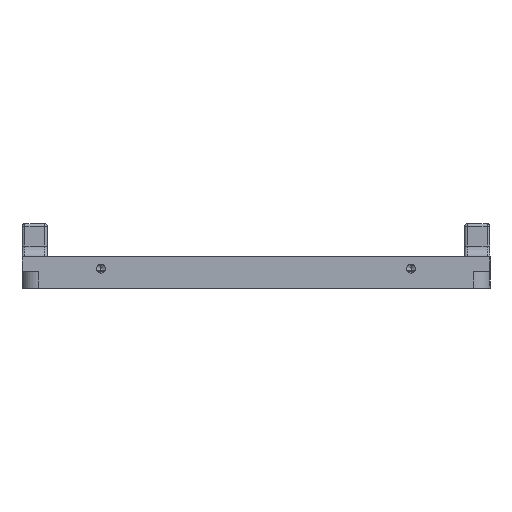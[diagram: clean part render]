
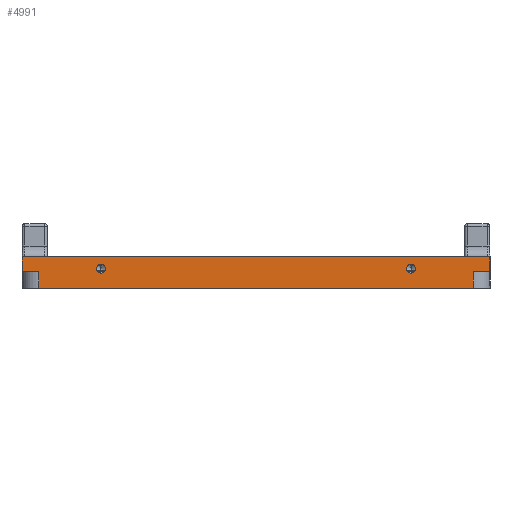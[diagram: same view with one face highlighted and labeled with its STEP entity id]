
A CAD part, front view. The second image highlights one B-rep face of the part: STEP entity #4991.
In plain terms, the highlighted planar face has unit normal (0, -1, 0).
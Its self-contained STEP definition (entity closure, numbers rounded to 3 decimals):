
#439 = DIRECTION ( 'NONE',  ( 0., 0., -1. ) ) ;
#568 = CIRCLE ( 'NONE', #10081, 0.8 ) ;
#681 = ORIENTED_EDGE ( 'NONE', *, *, #14019, .T. ) ;
#709 = FACE_OUTER_BOUND ( 'NONE', #5121, .T. ) ;
#774 = ORIENTED_EDGE ( 'NONE', *, *, #16344, .T. ) ;
#1343 = CARTESIAN_POINT ( 'NONE',  ( 27.5, -107., 0.5 ) ) ;
#1485 = EDGE_CURVE ( 'NONE', #35427, #16287, #20637, .T. ) ;
#1716 = EDGE_CURVE ( 'NONE', #27298, #23290, #4592, .T. ) ;
#1771 = CARTESIAN_POINT ( 'NONE',  ( -38.5, -107., 0. ) ) ;
#2110 = VECTOR ( 'NONE', #4760, 1000. ) ;
#2138 = AXIS2_PLACEMENT_3D ( 'NONE', #5097, #10844, #31620 ) ;
#2264 = LINE ( 'NONE', #26867, #5328 ) ;
#2329 = VERTEX_POINT ( 'NONE', #23068 ) ;
#2596 = LINE ( 'NONE', #32047, #28446 ) ;
#2810 = CARTESIAN_POINT ( 'NONE',  ( 27.5, -107., 1.3 ) ) ;
#2932 = AXIS2_PLACEMENT_3D ( 'NONE', #28173, #36716, #25655 ) ;
#3044 = VECTOR ( 'NONE', #33193, 1000. ) ;
#3245 = DIRECTION ( 'NONE',  ( 0., -1., 0. ) ) ;
#3303 = DIRECTION ( 'NONE',  ( 0., 0., 1. ) ) ;
#3390 = EDGE_CURVE ( 'NONE', #23290, #2329, #23962, .T. ) ;
#3717 = EDGE_CURVE ( 'NONE', #8272, #35427, #2596, .T. ) ;
#4387 = CARTESIAN_POINT ( 'NONE',  ( 27.5, -107., 0.5 ) ) ;
#4477 = CARTESIAN_POINT ( 'NONE',  ( 0., -107., 2.6 ) ) ;
#4592 = LINE ( 'NONE', #21504, #33980 ) ;
#4760 = DIRECTION ( 'NONE',  ( -1., 0., 0. ) ) ;
#4991 = ADVANCED_FACE ( 'NONE', ( #10932, #30110, #709 ), #30887, .T. ) ;
#5097 = CARTESIAN_POINT ( 'NONE',  ( 0., -107., 2.6 ) ) ;
#5121 = EDGE_LOOP ( 'NONE', ( #7297, #23994, #774, #34209, #28800, #30104, #20157, #681 ) ) ;
#5328 = VECTOR ( 'NONE', #23844, 1000. ) ;
#5391 = CIRCLE ( 'NONE', #2932, 0.8 ) ;
#5988 = CARTESIAN_POINT ( 'NONE',  ( -41.5, -107., 0. ) ) ;
#6144 = CARTESIAN_POINT ( 'NONE',  ( 41.5, -107., 2.6 ) ) ;
#6973 = VERTEX_POINT ( 'NONE', #21257 ) ;
#7030 = EDGE_CURVE ( 'NONE', #30139, #29043, #12161, .T. ) ;
#7293 = CARTESIAN_POINT ( 'NONE',  ( -38.5, -107., -3. ) ) ;
#7297 = ORIENTED_EDGE ( 'NONE', *, *, #3390, .F. ) ;
#7451 = VERTEX_POINT ( 'NONE', #20704 ) ;
#7632 = CARTESIAN_POINT ( 'NONE',  ( 0., -107., 0. ) ) ;
#7874 = CARTESIAN_POINT ( 'NONE',  ( -27.5, -107., 1.3 ) ) ;
#7876 = EDGE_CURVE ( 'NONE', #21739, #6973, #5391, .T. ) ;
#7883 = AXIS2_PLACEMENT_3D ( 'NONE', #1343, #15763, #18610 ) ;
#8272 = VERTEX_POINT ( 'NONE', #15430 ) ;
#9016 = CARTESIAN_POINT ( 'NONE',  ( -41.5, -107., 2.6 ) ) ;
#9938 = LINE ( 'NONE', #9016, #11320 ) ;
#10081 = AXIS2_PLACEMENT_3D ( 'NONE', #26046, #3245, #23170 ) ;
#10844 = DIRECTION ( 'NONE',  ( 0., -1., 0. ) ) ;
#10932 = FACE_BOUND ( 'NONE', #22760, .T. ) ;
#11320 = VECTOR ( 'NONE', #439, 1000. ) ;
#12161 = CIRCLE ( 'NONE', #7883, 0.8 ) ;
#14019 = EDGE_CURVE ( 'NONE', #8272, #2329, #2264, .T. ) ;
#15428 = EDGE_CURVE ( 'NONE', #7451, #32923, #9938, .T. ) ;
#15430 = CARTESIAN_POINT ( 'NONE',  ( 38.5, -107., -3. ) ) ;
#15763 = DIRECTION ( 'NONE',  ( 0., -1., 0. ) ) ;
#16102 = CARTESIAN_POINT ( 'NONE',  ( 41.5, -107., 0. ) ) ;
#16287 = VERTEX_POINT ( 'NONE', #1771 ) ;
#16344 = EDGE_CURVE ( 'NONE', #27298, #7451, #29346, .T. ) ;
#18610 = DIRECTION ( 'NONE',  ( 0., 0., -1. ) ) ;
#18922 = DIRECTION ( 'NONE',  ( 0., 0., -1. ) ) ;
#18924 = CIRCLE ( 'NONE', #25277, 0.8 ) ;
#20157 = ORIENTED_EDGE ( 'NONE', *, *, #3717, .F. ) ;
#20637 = LINE ( 'NONE', #34547, #23310 ) ;
#20704 = CARTESIAN_POINT ( 'NONE',  ( -41.5, -107., 2.6 ) ) ;
#21257 = CARTESIAN_POINT ( 'NONE',  ( -27.5, -107., -0.3 ) ) ;
#21504 = CARTESIAN_POINT ( 'NONE',  ( 41.5, -107., 2.6 ) ) ;
#21739 = VERTEX_POINT ( 'NONE', #7874 ) ;
#21818 = DIRECTION ( 'NONE',  ( 0., -1., 0. ) ) ;
#22760 = EDGE_LOOP ( 'NONE', ( #28735, #32208 ) ) ;
#23068 = CARTESIAN_POINT ( 'NONE',  ( 38.5, -107., 0. ) ) ;
#23170 = DIRECTION ( 'NONE',  ( 0., 0., -1. ) ) ;
#23290 = VERTEX_POINT ( 'NONE', #16102 ) ;
#23310 = VECTOR ( 'NONE', #3303, 1000. ) ;
#23521 = ORIENTED_EDGE ( 'NONE', *, *, #7030, .F. ) ;
#23844 = DIRECTION ( 'NONE',  ( 0., 0., 1. ) ) ;
#23962 = LINE ( 'NONE', #30590, #3044 ) ;
#23994 = ORIENTED_EDGE ( 'NONE', *, *, #1716, .F. ) ;
#24388 = DIRECTION ( 'NONE',  ( -1., 0., 0. ) ) ;
#24855 = EDGE_CURVE ( 'NONE', #29043, #30139, #18924, .T. ) ;
#25277 = AXIS2_PLACEMENT_3D ( 'NONE', #4387, #21818, #18922 ) ;
#25655 = DIRECTION ( 'NONE',  ( 0., 0., -1. ) ) ;
#26046 = CARTESIAN_POINT ( 'NONE',  ( -27.5, -107., 0.5 ) ) ;
#26343 = DIRECTION ( 'NONE',  ( -1., 0., 0. ) ) ;
#26391 = CARTESIAN_POINT ( 'NONE',  ( 27.5, -107., -0.3 ) ) ;
#26782 = EDGE_CURVE ( 'NONE', #6973, #21739, #568, .T. ) ;
#26867 = CARTESIAN_POINT ( 'NONE',  ( 38.5, -107., -3. ) ) ;
#27298 = VERTEX_POINT ( 'NONE', #6144 ) ;
#28173 = CARTESIAN_POINT ( 'NONE',  ( -27.5, -107., 0.5 ) ) ;
#28446 = VECTOR ( 'NONE', #26343, 1000. ) ;
#28735 = ORIENTED_EDGE ( 'NONE', *, *, #26782, .F. ) ;
#28800 = ORIENTED_EDGE ( 'NONE', *, *, #36128, .F. ) ;
#29043 = VERTEX_POINT ( 'NONE', #2810 ) ;
#29346 = LINE ( 'NONE', #4477, #34659 ) ;
#30104 = ORIENTED_EDGE ( 'NONE', *, *, #1485, .F. ) ;
#30110 = FACE_BOUND ( 'NONE', #34068, .T. ) ;
#30139 = VERTEX_POINT ( 'NONE', #26391 ) ;
#30184 = LINE ( 'NONE', #7632, #2110 ) ;
#30590 = CARTESIAN_POINT ( 'NONE',  ( 0., -107., 0. ) ) ;
#30887 = PLANE ( 'NONE',  #2138 ) ;
#31620 = DIRECTION ( 'NONE',  ( 1., 0., 0. ) ) ;
#32047 = CARTESIAN_POINT ( 'NONE',  ( 0., -107., -3. ) ) ;
#32208 = ORIENTED_EDGE ( 'NONE', *, *, #7876, .F. ) ;
#32555 = DIRECTION ( 'NONE',  ( 0., 0., -1. ) ) ;
#32923 = VERTEX_POINT ( 'NONE', #5988 ) ;
#33193 = DIRECTION ( 'NONE',  ( -1., 0., 0. ) ) ;
#33980 = VECTOR ( 'NONE', #32555, 1000. ) ;
#34068 = EDGE_LOOP ( 'NONE', ( #23521, #35317 ) ) ;
#34209 = ORIENTED_EDGE ( 'NONE', *, *, #15428, .T. ) ;
#34547 = CARTESIAN_POINT ( 'NONE',  ( -38.5, -107., -3. ) ) ;
#34659 = VECTOR ( 'NONE', #24388, 1000. ) ;
#35317 = ORIENTED_EDGE ( 'NONE', *, *, #24855, .F. ) ;
#35427 = VERTEX_POINT ( 'NONE', #7293 ) ;
#36128 = EDGE_CURVE ( 'NONE', #16287, #32923, #30184, .T. ) ;
#36716 = DIRECTION ( 'NONE',  ( 0., -1., 0. ) ) ;
